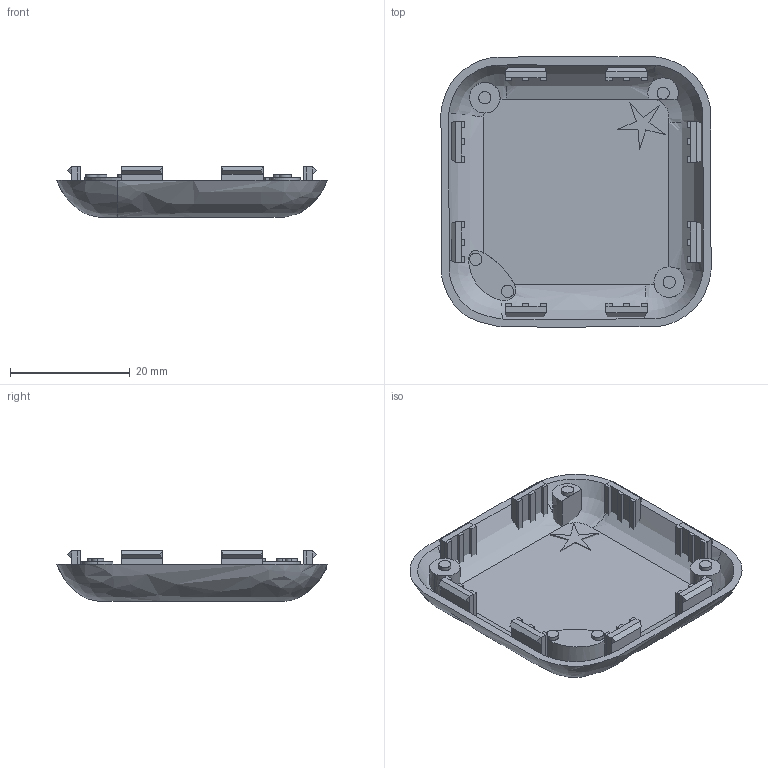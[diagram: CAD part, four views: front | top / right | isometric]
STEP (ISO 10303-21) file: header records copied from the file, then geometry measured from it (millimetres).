
FILE_DESCRIPTION(/* description */ (''),/* implementation_level */ '2;1');
FILE_NAME(/* name */ 'bottom',/* time_stamp */ '2015-04-27T12:05:31-07:00',/* author */ (''),/* organization */ (''),/* preprocessor_version */ 'ST-DEVELOPER v15',/* originating_system */ '',/* authorisation */ '');
FILE_SCHEMA (('AUTOMOTIVE_DESIGN'));
Length unit declared in the file: inch
Products named in the file (2): Document; Bottom latch
Assembly tree (8 placements, depth 2):
  Document
    Bottom latch  x8
Bounding box: 45.01 x 45.02 x 8.43 mm (x, y, z)
Volume: 870.5 mm3; surface area: 6393.3 mm2
Topology: 18 solids, 19 shells, 441 faces, 1060 edges, 655 vertices
Faces by surface type: bspline 349, plane 92
Entity records: 12919 total; most frequent: CARTESIAN_POINT 8546, ORIENTED_EDGE 1303, EDGE_CURVE 656, B_SPLINE_CURVE_WITH_KNOTS 600, VERTEX_POINT 431, EDGE_LOOP 272, ADVANCED_FACE 259, FACE_OUTER_BOUND 259
